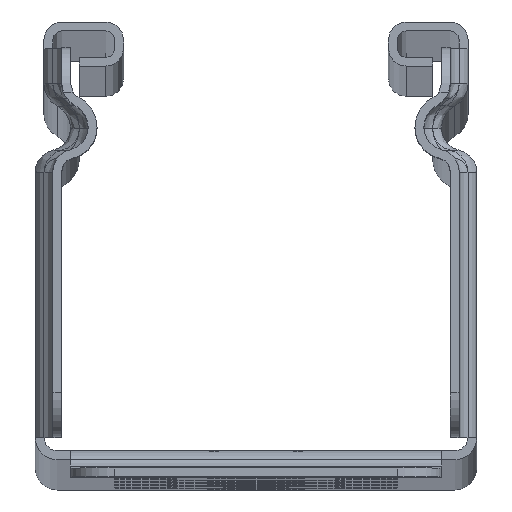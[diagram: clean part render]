
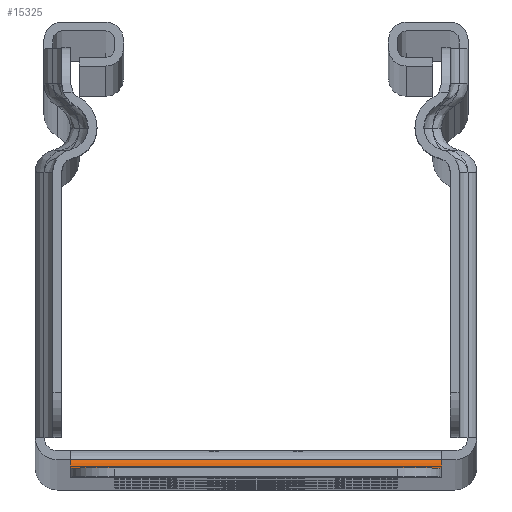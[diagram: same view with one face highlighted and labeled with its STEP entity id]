
A CAD part, top view. The second image highlights one B-rep face of the part: STEP entity #15325.
In plain terms, the highlighted cylindrical face has radius 3.625 mm (diameter 7.25 mm), a partial arc.
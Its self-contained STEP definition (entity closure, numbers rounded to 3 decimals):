
#866=FACE_OUTER_BOUND('',#1895,.T.);
#1895=EDGE_LOOP('',(#11434,#11435,#11436,#11437));
#3237=CIRCLE('',#16769,3.625);
#3249=CIRCLE('',#16791,3.625);
#4040=LINE('',#25022,#5412);
#4041=LINE('',#25023,#5413);
#5412=VECTOR('',#19882,10.);
#5413=VECTOR('',#19883,10.);
#7332=VERTEX_POINT('',#24973);
#7333=VERTEX_POINT('',#24975);
#7342=VERTEX_POINT('',#25016);
#7343=VERTEX_POINT('',#25018);
#8913=EDGE_CURVE('',#7332,#7333,#3237,.T.);
#8936=EDGE_CURVE('',#7342,#7343,#3249,.T.);
#8938=EDGE_CURVE('',#7343,#7332,#4040,.T.);
#8939=EDGE_CURVE('',#7333,#7342,#4041,.T.);
#11434=ORIENTED_EDGE('',*,*,#8938,.F.);
#11435=ORIENTED_EDGE('',*,*,#8936,.F.);
#11436=ORIENTED_EDGE('',*,*,#8939,.F.);
#11437=ORIENTED_EDGE('',*,*,#8913,.F.);
#14100=CYLINDRICAL_SURFACE('',#16792,3.625);
#15325=ADVANCED_FACE('',(#866),#14100,.F.);
#16769=AXIS2_PLACEMENT_3D('',#24976,#19822,#19823);
#16791=AXIS2_PLACEMENT_3D('',#25019,#19877,#19878);
#16792=AXIS2_PLACEMENT_3D('',#25021,#19880,#19881);
#19822=DIRECTION('center_axis',(1.,0.,0.));
#19823=DIRECTION('ref_axis',(0.,1.,0.));
#19877=DIRECTION('center_axis',(-1.,0.,0.));
#19878=DIRECTION('ref_axis',(0.,1.,0.));
#19880=DIRECTION('center_axis',(1.,0.,0.));
#19881=DIRECTION('ref_axis',(0.,1.,0.));
#19882=DIRECTION('',(-1.,0.,0.));
#19883=DIRECTION('',(1.,0.,0.));
#24973=CARTESIAN_POINT('',(-107.5,-1.,-36.5));
#24975=CARTESIAN_POINT('',(-107.5,0.,-39.));
#24976=CARTESIAN_POINT('Origin',(-107.5,2.625,-36.5));
#25016=CARTESIAN_POINT('',(-65.5,0.,-39.));
#25018=CARTESIAN_POINT('',(-65.5,-1.,-36.5));
#25019=CARTESIAN_POINT('Origin',(-65.5,2.625,-36.5));
#25021=CARTESIAN_POINT('Origin',(-86.5,2.625,-36.5));
#25022=CARTESIAN_POINT('',(-86.5,-1.,-36.5));
#25023=CARTESIAN_POINT('',(-86.5,0.,-39.));
